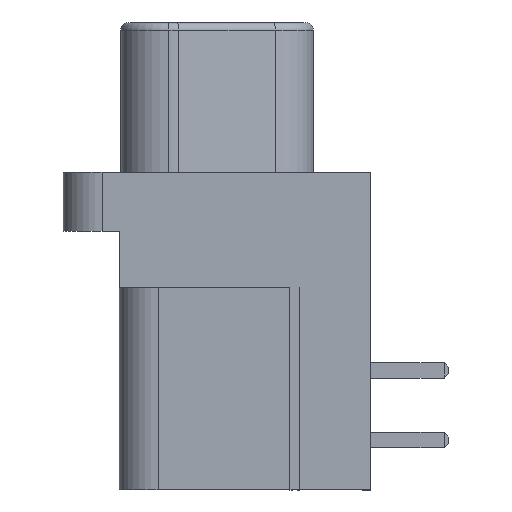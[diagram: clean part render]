
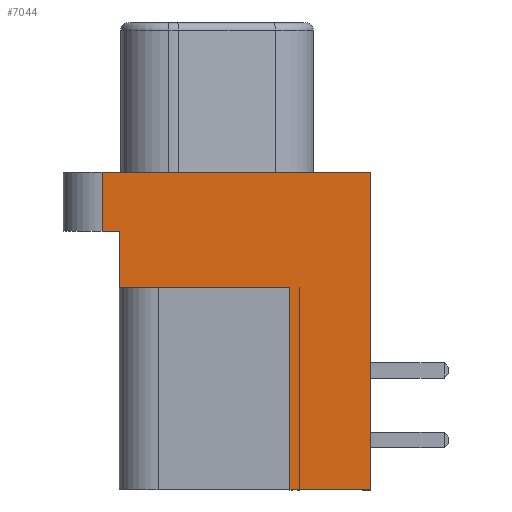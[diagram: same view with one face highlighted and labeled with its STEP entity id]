
A CAD part, left-side view. The second image highlights one B-rep face of the part: STEP entity #7044.
In plain terms, the highlighted planar face has unit normal (-1, 0, 0).
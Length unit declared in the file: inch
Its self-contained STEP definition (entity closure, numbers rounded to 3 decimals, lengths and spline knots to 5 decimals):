
#1 = ORIENTED_EDGE ( 'NONE', *, *, #9407, .T. ) ;
#26 = LINE ( 'NONE', #27, #28 ) ;
#27 = CARTESIAN_POINT ( 'NONE',  ( 0., 0., -0.51 ) ) ;
#28 = VECTOR ( 'NONE', #29, 39.37008 ) ;
#29 = DIRECTION ( 'NONE',  ( 0., 0., 1. ) ) ;
#474 = EDGE_CURVE ( 'NONE', #6151, #4922, #7650, .T. ) ;
#802 = CARTESIAN_POINT ( 'NONE',  ( 0., 0., -0.51 ) ) ;
#853 = ORIENTED_EDGE ( 'NONE', *, *, #474, .T. ) ;
#928 = LINE ( 'NONE', #929, #930 ) ;
#929 = CARTESIAN_POINT ( 'NONE',  ( 0., 0.494, -0.51 ) ) ;
#930 = VECTOR ( 'NONE', #932, 39.37008 ) ;
#932 = DIRECTION ( 'NONE',  ( 0., -1., 0. ) ) ;
#1069 = FACE_OUTER_BOUND ( 'NONE', #7007, .T. ) ;
#1070 = PLANE ( 'NONE',  #1071 ) ;
#1071 = AXIS2_PLACEMENT_3D ( 'NONE', #1072, #1073, #1074 ) ;
#1072 = CARTESIAN_POINT ( 'NONE',  ( 0., 0.494, -0.51 ) ) ;
#1073 = DIRECTION ( 'NONE',  ( -1., 0., 0. ) ) ;
#1074 = DIRECTION ( 'NONE',  ( 0., -1., 0. ) ) ;
#1120 = CARTESIAN_POINT ( 'NONE',  ( 0., 0.115, -0.185 ) ) ;
#1273 = LINE ( 'NONE', #1274, #1275 ) ;
#1274 = CARTESIAN_POINT ( 'NONE',  ( 0., 0.404, -0.51 ) ) ;
#1275 = VECTOR ( 'NONE', #1276, 39.37008 ) ;
#1276 = DIRECTION ( 'NONE',  ( 0., 0., 1. ) ) ;
#1306 = VERTEX_POINT ( 'NONE', #7869 ) ;
#1539 = EDGE_CURVE ( 'NONE', #2446, #1306, #8069, .T. ) ;
#1865 = CARTESIAN_POINT ( 'NONE',  ( 0., 0.404, -0.095 ) ) ;
#2446 = VERTEX_POINT ( 'NONE', #8881 ) ;
#2693 = VERTEX_POINT ( 'NONE', #9148 ) ;
#2914 = EDGE_CURVE ( 'NONE', #6682, #2693, #9341, .T. ) ;
#3251 = LINE ( 'NONE', #3252, #3253 ) ;
#3252 = CARTESIAN_POINT ( 'NONE',  ( 0., 0.404, -0.185 ) ) ;
#3253 = VECTOR ( 'NONE', #3262, 39.37008 ) ;
#3262 = DIRECTION ( 'NONE',  ( 0., 1., 0. ) ) ;
#3425 = EDGE_CURVE ( 'NONE', #4414, #2693, #26, .T. ) ;
#3839 = CARTESIAN_POINT ( 'NONE',  ( 0., 0.114, -0.185 ) ) ;
#3879 = ORIENTED_EDGE ( 'NONE', *, *, #3425, .T. ) ;
#3931 = LINE ( 'NONE', #3936, #3937 ) ;
#3936 = CARTESIAN_POINT ( 'NONE',  ( 0., 0.494, -0.095 ) ) ;
#3937 = VECTOR ( 'NONE', #3938, 39.37008 ) ;
#3938 = DIRECTION ( 'NONE',  ( 0., 1., 0. ) ) ;
#3947 = CARTESIAN_POINT ( 'NONE',  ( 0., 0.114, -0.51 ) ) ;
#3965 = CARTESIAN_POINT ( 'NONE',  ( 0., 0.115, -0.51 ) ) ;
#4224 = LINE ( 'NONE', #4225, #4226 ) ;
#4225 = CARTESIAN_POINT ( 'NONE',  ( 0., 0.114, -0.185 ) ) ;
#4226 = VECTOR ( 'NONE', #4227, 39.37008 ) ;
#4227 = DIRECTION ( 'NONE',  ( 0., 0., -1. ) ) ;
#4229 = LINE ( 'NONE', #4230, #4231 ) ;
#4230 = CARTESIAN_POINT ( 'NONE',  ( 0., 0.13, -0.51 ) ) ;
#4231 = VECTOR ( 'NONE', #4232, 39.37008 ) ;
#4232 = DIRECTION ( 'NONE',  ( 0., -1., 0. ) ) ;
#4414 = VERTEX_POINT ( 'NONE', #802 ) ;
#4528 = CARTESIAN_POINT ( 'NONE',  ( 0., 0.4315, -0.095 ) ) ;
#4646 = EDGE_CURVE ( 'NONE', #8510, #4414, #928, .T. ) ;
#4709 = LINE ( 'NONE', #4710, #4711 ) ;
#4710 = CARTESIAN_POINT ( 'NONE',  ( 0., 0.4315, -0.51 ) ) ;
#4711 = VECTOR ( 'NONE', #4712, 39.37008 ) ;
#4712 = DIRECTION ( 'NONE',  ( 0., 0., -1. ) ) ;
#4922 = VERTEX_POINT ( 'NONE', #1120 ) ;
#4976 = ORIENTED_EDGE ( 'NONE', *, *, #4646, .T. ) ;
#5023 = CARTESIAN_POINT ( 'NONE',  ( 0., 0.13, -0.51 ) ) ;
#5099 = LINE ( 'NONE', #5100, #5101 ) ;
#5100 = CARTESIAN_POINT ( 'NONE',  ( 0., 0.13, -0.76844 ) ) ;
#5101 = VECTOR ( 'NONE', #5102, 39.37008 ) ;
#5102 = DIRECTION ( 'NONE',  ( 0., 0., 1. ) ) ;
#6017 = EDGE_CURVE ( 'NONE', #6116, #4922, #3251, .T. ) ;
#6116 = VERTEX_POINT ( 'NONE', #3839 ) ;
#6151 = VERTEX_POINT ( 'NONE', #3965 ) ;
#6188 = EDGE_CURVE ( 'NONE', #6321, #6151, #4229, .T. ) ;
#6238 = ORIENTED_EDGE ( 'NONE', *, *, #6188, .T. ) ;
#6321 = VERTEX_POINT ( 'NONE', #5023 ) ;
#6356 = EDGE_CURVE ( 'NONE', #6321, #2446, #5099, .T. ) ;
#6422 = ORIENTED_EDGE ( 'NONE', *, *, #6356, .F. ) ;
#6524 = ORIENTED_EDGE ( 'NONE', *, *, #1539, .F. ) ;
#6682 = VERTEX_POINT ( 'NONE', #8792 ) ;
#6937 = ORIENTED_EDGE ( 'NONE', *, *, #2914, .F. ) ;
#7007 = EDGE_LOOP ( 'NONE', ( #6937, #1, #8647, #7157, #6524, #6422, #6238, #853, #9658, #9120, #4976, #3879 ) ) ;
#7044 = ADVANCED_FACE ( 'NONE', ( #1069 ), #1070, .T. ) ;
#7105 = EDGE_CURVE ( 'NONE', #1306, #7236, #1273, .T. ) ;
#7157 = ORIENTED_EDGE ( 'NONE', *, *, #7105, .F. ) ;
#7236 = VERTEX_POINT ( 'NONE', #1865 ) ;
#7650 = LINE ( 'NONE', #7651, #7652 ) ;
#7651 = CARTESIAN_POINT ( 'NONE',  ( 0., 0.115, -0.76844 ) ) ;
#7652 = VECTOR ( 'NONE', #7653, 39.37008 ) ;
#7653 = DIRECTION ( 'NONE',  ( 0., 0., 1. ) ) ;
#7869 = CARTESIAN_POINT ( 'NONE',  ( 0., 0.404, -0.185 ) ) ;
#8069 = LINE ( 'NONE', #8075, #8076 ) ;
#8075 = CARTESIAN_POINT ( 'NONE',  ( 0., 0.404, -0.185 ) ) ;
#8076 = VECTOR ( 'NONE', #8077, 39.37008 ) ;
#8077 = DIRECTION ( 'NONE',  ( 0., 1., 0. ) ) ;
#8472 = EDGE_CURVE ( 'NONE', #7236, #9178, #3931, .T. ) ;
#8510 = VERTEX_POINT ( 'NONE', #3947 ) ;
#8647 = ORIENTED_EDGE ( 'NONE', *, *, #8472, .F. ) ;
#8739 = EDGE_CURVE ( 'NONE', #6116, #8510, #4224, .T. ) ;
#8792 = CARTESIAN_POINT ( 'NONE',  ( 0., 0.4315, 0. ) ) ;
#8881 = CARTESIAN_POINT ( 'NONE',  ( 0., 0.13, -0.185 ) ) ;
#9120 = ORIENTED_EDGE ( 'NONE', *, *, #8739, .T. ) ;
#9148 = CARTESIAN_POINT ( 'NONE',  ( 0., 0., 0. ) ) ;
#9178 = VERTEX_POINT ( 'NONE', #4528 ) ;
#9341 = LINE ( 'NONE', #9342, #9343 ) ;
#9342 = CARTESIAN_POINT ( 'NONE',  ( 0., 0.494, 0. ) ) ;
#9343 = VECTOR ( 'NONE', #9344, 39.37008 ) ;
#9344 = DIRECTION ( 'NONE',  ( 0., -1., 0. ) ) ;
#9407 = EDGE_CURVE ( 'NONE', #6682, #9178, #4709, .T. ) ;
#9658 = ORIENTED_EDGE ( 'NONE', *, *, #6017, .F. ) ;
